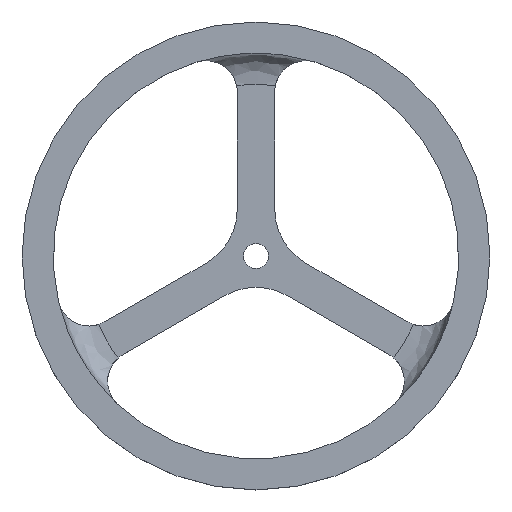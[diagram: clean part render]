
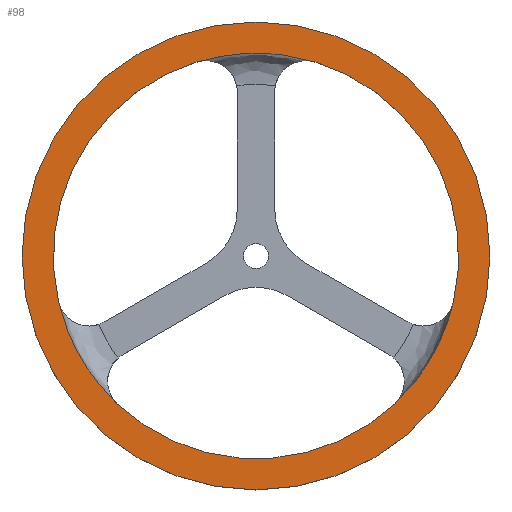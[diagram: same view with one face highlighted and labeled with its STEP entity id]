
A CAD part, top view. The second image highlights one B-rep face of the part: STEP entity #98.
In plain terms, the highlighted planar face has unit normal (0, 0, 1).
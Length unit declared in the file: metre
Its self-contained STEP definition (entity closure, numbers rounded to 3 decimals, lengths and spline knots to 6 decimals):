
#98 = ADVANCED_FACE( '', ( #198, #199 ), #200, .T. );
#198 = FACE_BOUND( '', #378, .T. );
#199 = FACE_OUTER_BOUND( '', #379, .T. );
#200 = PLANE( '', #380 );
#378 = EDGE_LOOP( '', ( #602, #603, #604, #605, #606, #607 ) );
#379 = EDGE_LOOP( '', ( #608 ) );
#380 = AXIS2_PLACEMENT_3D( '', #609, #610, #611 );
#602 = ORIENTED_EDGE( '', *, *, #702, .F. );
#603 = ORIENTED_EDGE( '', *, *, #711, .F. );
#604 = ORIENTED_EDGE( '', *, *, #684, .F. );
#605 = ORIENTED_EDGE( '', *, *, #641, .F. );
#606 = ORIENTED_EDGE( '', *, *, #713, .F. );
#607 = ORIENTED_EDGE( '', *, *, #699, .F. );
#608 = ORIENTED_EDGE( '', *, *, #687, .T. );
#609 = CARTESIAN_POINT( '', ( 0., 0., 0.007 ) );
#610 = DIRECTION( '', ( 0., 0., 1. ) );
#611 = DIRECTION( '', ( 1., 0., 0. ) );
#641 = EDGE_CURVE( '', #756, #757, #758, .T. );
#684 = EDGE_CURVE( '', #757, #815, #820, .T. );
#687 = EDGE_CURVE( '', #824, #824, #825, .T. );
#699 = EDGE_CURVE( '', #805, #788, #840, .T. );
#702 = EDGE_CURVE( '', #842, #805, #844, .T. );
#711 = EDGE_CURVE( '', #815, #842, #853, .T. );
#713 = EDGE_CURVE( '', #788, #756, #855, .T. );
#756 = VERTEX_POINT( '', #910 );
#757 = VERTEX_POINT( '', #911 );
#758 = CIRCLE( '', #912, 0.0325 );
#788 = VERTEX_POINT( '', #953 );
#805 = VERTEX_POINT( '', #1027 );
#815 = VERTEX_POINT( '', #1064 );
#820 = B_SPLINE_CURVE_WITH_KNOTS( '', 3, ( #1122, #1123, #1124, #1125, #1126, #1127 ), .UNSPECIFIED., .F., .F., ( 4, 2, 4 ), ( 0., 0.5, 1. ), .UNSPECIFIED. );
#824 = VERTEX_POINT( '', #1131 );
#825 = CIRCLE( '', #1132, 0.0375 );
#840 = CIRCLE( '', #1149, 0.0325 );
#842 = VERTEX_POINT( '', #1151 );
#844 = B_SPLINE_CURVE_WITH_KNOTS( '', 3, ( #1181, #1182, #1183, #1184, #1185, #1186 ), .UNSPECIFIED., .F., .F., ( 4, 2, 4 ), ( 0., 0.5, 1. ), .UNSPECIFIED. );
#853 = CIRCLE( '', #1198, 0.0325 );
#855 = B_SPLINE_CURVE_WITH_KNOTS( '', 3, ( #1200, #1201, #1202, #1203, #1204, #1205 ), .UNSPECIFIED., .F., .F., ( 4, 2, 4 ), ( 0., 0.5, 1. ), .UNSPECIFIED. );
#910 = CARTESIAN_POINT( '', ( -0.022201, -0.023735, 0.007 ) );
#911 = CARTESIAN_POINT( '', ( 0.022201, -0.023735, 0.007 ) );
#912 = AXIS2_PLACEMENT_3D( '', #1244, #1245, #1246 );
#953 = CARTESIAN_POINT( '', ( -0.031656, -0.007359, 0.007 ) );
#1027 = CARTESIAN_POINT( '', ( -0.009455, 0.031094, 0.007 ) );
#1064 = CARTESIAN_POINT( '', ( 0.031656, -0.007359, 0.007 ) );
#1122 = CARTESIAN_POINT( '', ( 0.022201, -0.023735, 0.007 ) );
#1123 = CARTESIAN_POINT( '', ( 0.024537, -0.021551, 0.007 ) );
#1124 = CARTESIAN_POINT( '', ( 0.026547, -0.019019, 0.007 ) );
#1125 = CARTESIAN_POINT( '', ( 0.029745, -0.013481, 0.007 ) );
#1126 = CARTESIAN_POINT( '', ( 0.030932, -0.010474, 0.007 ) );
#1127 = CARTESIAN_POINT( '', ( 0.031656, -0.007359, 0.007 ) );
#1131 = CARTESIAN_POINT( '', ( 0.0375, 0., 0.007 ) );
#1132 = AXIS2_PLACEMENT_3D( '', #1290, #1291, #1292 );
#1149 = AXIS2_PLACEMENT_3D( '', #1313, #1314, #1315 );
#1151 = CARTESIAN_POINT( '', ( 0.009455, 0.031094, 0.007 ) );
#1181 = CARTESIAN_POINT( '', ( 0.009455, 0.031094, 0.007 ) );
#1182 = CARTESIAN_POINT( '', ( 0.006395, 0.032025, 0.007 ) );
#1183 = CARTESIAN_POINT( '', ( 0.003198, 0.0325, 0.007 ) );
#1184 = CARTESIAN_POINT( '', ( -0.003198, 0.0325, 0.007 ) );
#1185 = CARTESIAN_POINT( '', ( -0.006395, 0.032025, 0.007 ) );
#1186 = CARTESIAN_POINT( '', ( -0.009455, 0.031094, 0.007 ) );
#1198 = AXIS2_PLACEMENT_3D( '', #1319, #1320, #1321 );
#1200 = CARTESIAN_POINT( '', ( -0.031656, -0.007359, 0.007 ) );
#1201 = CARTESIAN_POINT( '', ( -0.030932, -0.010474, 0.007 ) );
#1202 = CARTESIAN_POINT( '', ( -0.029745, -0.013481, 0.007 ) );
#1203 = CARTESIAN_POINT( '', ( -0.026547, -0.019019, 0.007 ) );
#1204 = CARTESIAN_POINT( '', ( -0.024537, -0.021551, 0.007 ) );
#1205 = CARTESIAN_POINT( '', ( -0.022201, -0.023735, 0.007 ) );
#1244 = CARTESIAN_POINT( '', ( 0., 0., 0.007 ) );
#1245 = DIRECTION( '', ( 0., 0., 1. ) );
#1246 = DIRECTION( '', ( 1., 0., 0. ) );
#1290 = CARTESIAN_POINT( '', ( 0., 0., 0.007 ) );
#1291 = DIRECTION( '', ( 0., 0., 1. ) );
#1292 = DIRECTION( '', ( 1., 0., 0. ) );
#1313 = CARTESIAN_POINT( '', ( 0., 0., 0.007 ) );
#1314 = DIRECTION( '', ( 0., 0., 1. ) );
#1315 = DIRECTION( '', ( 1., 0., 0. ) );
#1319 = CARTESIAN_POINT( '', ( 0., 0., 0.007 ) );
#1320 = DIRECTION( '', ( 0., 0., 1. ) );
#1321 = DIRECTION( '', ( 1., 0., 0. ) );
